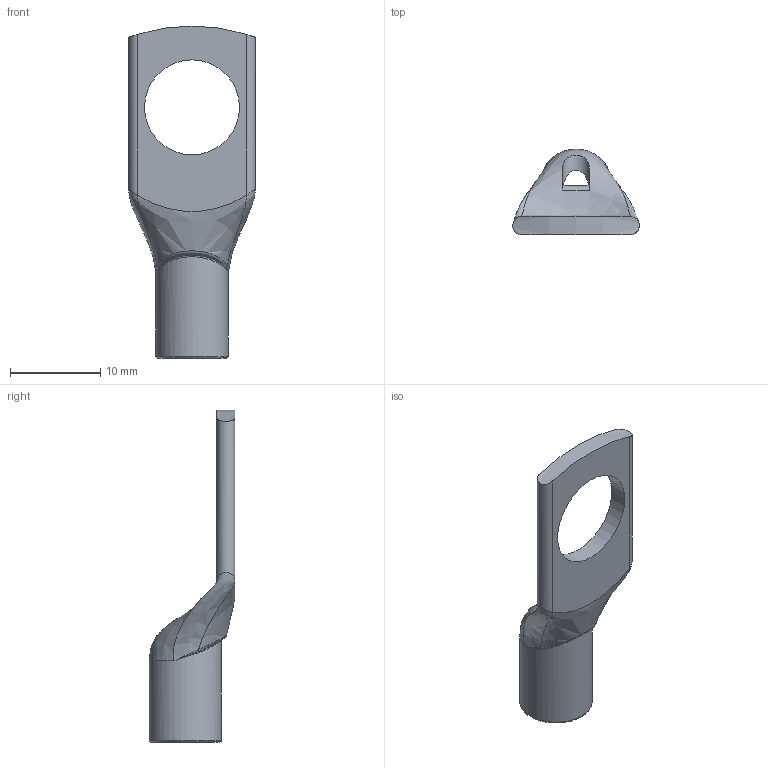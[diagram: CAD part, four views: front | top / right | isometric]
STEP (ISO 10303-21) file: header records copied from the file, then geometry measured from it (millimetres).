
FILE_DESCRIPTION((''),'2;1');
FILE_NAME('PK10-10.stp','2016-02-12T07:49:06',(''),(''),'Autodesk Inventor 2010','Autodesk Inventor 2010','');
FILE_SCHEMA(('AUTOMOTIVE_DESIGN { 1 0 10303 214 1 1 1 1 }'));
Length unit declared in the file: millimetre
Products named in the file (1): PK10-10
Bounding box: 14 x 9.5 x 36.72 mm (x, y, z)
Volume: 904.5 mm3; surface area: 1244.2 mm2
Topology: 1 solids, 1 shells, 163 faces, 439 edges, 289 vertices
Faces by surface type: plane 76, bspline 49, cylinder 36, torus 1, cone 1
Full cylindrical faces by diameter (mm): 5 x1, 8 x1, 10.5 x1
Entity records: 6416 total; most frequent: CARTESIAN_POINT 2597, ORIENTED_EDGE 860, DIRECTION 646, EDGE_CURVE 430, VERTEX_POINT 287, VECTOR 234, LINE 234, AXIS2_PLACEMENT_3D 206
